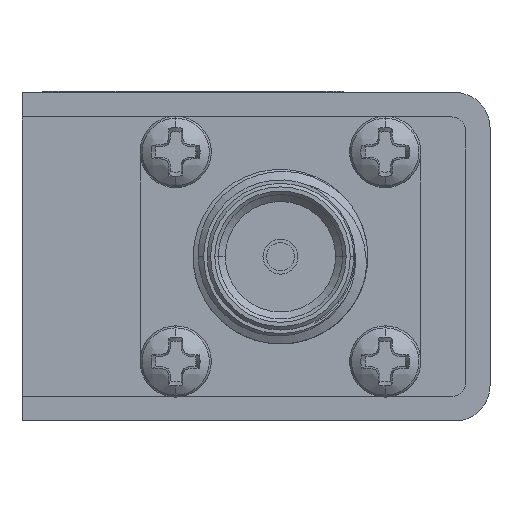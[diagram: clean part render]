
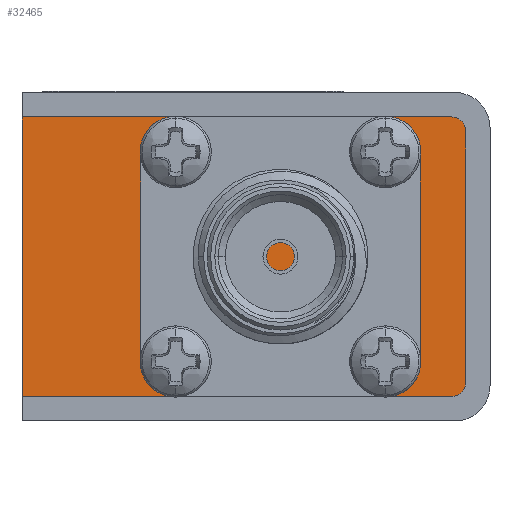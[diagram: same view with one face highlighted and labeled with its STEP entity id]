
A CAD part, left-side view. The second image highlights one B-rep face of the part: STEP entity #32465.
In plain terms, the highlighted planar face has unit normal (-1, 0, 0).
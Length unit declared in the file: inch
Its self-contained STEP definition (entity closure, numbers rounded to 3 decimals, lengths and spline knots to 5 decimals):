
#239 = DIRECTION ( 'NONE',  ( 0., 0., -1. ) ) ;
#2131 = CIRCLE ( 'NONE', #13376, 0.02 ) ;
#2292 = EDGE_CURVE ( 'NONE', #18888, #33703, #3535, .T. ) ;
#2714 = CARTESIAN_POINT ( 'NONE',  ( -0.235, 0.335, 0.2 ) ) ;
#3535 = LINE ( 'NONE', #37706, #24390 ) ;
#3612 = VERTEX_POINT ( 'NONE', #26985 ) ;
#3743 = LINE ( 'NONE', #29276, #49433 ) ;
#4097 = CARTESIAN_POINT ( 'NONE',  ( -0.235, -0.28, -0.18 ) ) ;
#4400 = AXIS2_PLACEMENT_3D ( 'NONE', #47391, #14261, #22066 ) ;
#4410 = ORIENTED_EDGE ( 'NONE', *, *, #22682, .T. ) ;
#4460 = DIRECTION ( 'NONE',  ( 1., 0., 0. ) ) ;
#7630 = EDGE_CURVE ( 'NONE', #32887, #18888, #34779, .T. ) ;
#8188 = CARTESIAN_POINT ( 'NONE',  ( -0.235, -0.3, 0.235 ) ) ;
#8314 = DIRECTION ( 'NONE',  ( 0., -1., 0. ) ) ;
#9307 = ORIENTED_EDGE ( 'NONE', *, *, #16419, .F. ) ;
#9647 = VERTEX_POINT ( 'NONE', #2714 ) ;
#10132 = VECTOR ( 'NONE', #47639, 39.37008 ) ;
#10721 = EDGE_LOOP ( 'NONE', ( #23765, #23598, #9307, #34407, #49275, #4410 ) ) ;
#13376 = AXIS2_PLACEMENT_3D ( 'NONE', #50333, #38116, #42264 ) ;
#14261 = DIRECTION ( 'NONE',  ( 1., 0., 0. ) ) ;
#16419 = EDGE_CURVE ( 'NONE', #3612, #32887, #51318, .T. ) ;
#16848 = FACE_OUTER_BOUND ( 'NONE', #10721, .T. ) ;
#18719 = CARTESIAN_POINT ( 'NONE',  ( -0.235, -0.28, 0.2 ) ) ;
#18888 = VERTEX_POINT ( 'NONE', #23447 ) ;
#22066 = DIRECTION ( 'NONE',  ( 0., 0., -1. ) ) ;
#22682 = EDGE_CURVE ( 'NONE', #9647, #33703, #44002, .T. ) ;
#23447 = CARTESIAN_POINT ( 'NONE',  ( -0.235, -0.28, -0.2 ) ) ;
#23598 = ORIENTED_EDGE ( 'NONE', *, *, #7630, .F. ) ;
#23765 = ORIENTED_EDGE ( 'NONE', *, *, #2292, .F. ) ;
#24390 = VECTOR ( 'NONE', #33584, 39.37008 ) ;
#25559 = AXIS2_PLACEMENT_3D ( 'NONE', #4097, #4460, #239 ) ;
#26893 = EDGE_CURVE ( 'NONE', #9647, #46911, #3743, .T. ) ;
#26985 = CARTESIAN_POINT ( 'NONE',  ( -0.235, -0.3, 0.18 ) ) ;
#29276 = CARTESIAN_POINT ( 'NONE',  ( -0.235, -0.335, 0.2 ) ) ;
#30575 = CARTESIAN_POINT ( 'NONE',  ( -0.235, -0.3, -0.18 ) ) ;
#32465 = ADVANCED_FACE ( 'NONE', ( #16848 ), #43190, .F. ) ;
#32887 = VERTEX_POINT ( 'NONE', #30575 ) ;
#33584 = DIRECTION ( 'NONE',  ( 0., 1., 0. ) ) ;
#33703 = VERTEX_POINT ( 'NONE', #43607 ) ;
#34407 = ORIENTED_EDGE ( 'NONE', *, *, #44282, .F. ) ;
#34779 = CIRCLE ( 'NONE', #25559, 0.02 ) ;
#35119 = CARTESIAN_POINT ( 'NONE',  ( -0.235, 0.335, 0.235 ) ) ;
#37206 = DIRECTION ( 'NONE',  ( 0., 0., -1. ) ) ;
#37706 = CARTESIAN_POINT ( 'NONE',  ( -0.235, -0.335, -0.2 ) ) ;
#38116 = DIRECTION ( 'NONE',  ( 1., 0., 0. ) ) ;
#42264 = DIRECTION ( 'NONE',  ( 0., 0., -1. ) ) ;
#43190 = PLANE ( 'NONE',  #4400 ) ;
#43607 = CARTESIAN_POINT ( 'NONE',  ( -0.235, 0.335, -0.2 ) ) ;
#44002 = LINE ( 'NONE', #35119, #10132 ) ;
#44282 = EDGE_CURVE ( 'NONE', #46911, #3612, #2131, .T. ) ;
#46911 = VERTEX_POINT ( 'NONE', #18719 ) ;
#47391 = CARTESIAN_POINT ( 'NONE',  ( -0.235, -0.335, 0.235 ) ) ;
#47639 = DIRECTION ( 'NONE',  ( 0., 0., -1. ) ) ;
#49275 = ORIENTED_EDGE ( 'NONE', *, *, #26893, .F. ) ;
#49433 = VECTOR ( 'NONE', #8314, 39.37008 ) ;
#50333 = CARTESIAN_POINT ( 'NONE',  ( -0.235, -0.28, 0.18 ) ) ;
#51318 = LINE ( 'NONE', #8188, #51982 ) ;
#51982 = VECTOR ( 'NONE', #37206, 39.37008 ) ;
